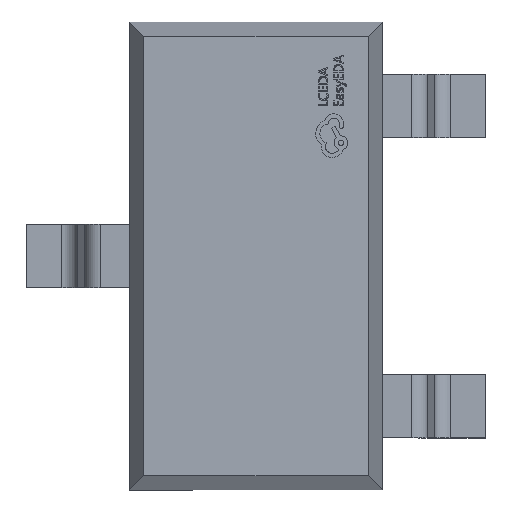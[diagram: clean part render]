
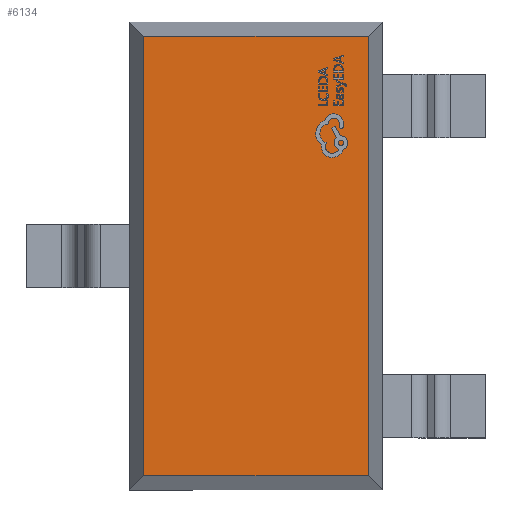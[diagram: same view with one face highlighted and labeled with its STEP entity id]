
A CAD part, top view. The second image highlights one B-rep face of the part: STEP entity #6134.
In plain terms, the highlighted planar face has unit normal (0, 0, 1).
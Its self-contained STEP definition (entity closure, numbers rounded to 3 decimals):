
#881 = DIRECTION ( 'NONE',  ( 1., 0., 0. ) ) ;
#1039 = ORIENTED_EDGE ( 'NONE', *, *, #13354, .F. ) ;
#1298 = VERTEX_POINT ( 'NONE', #14529 ) ;
#1448 = EDGE_CURVE ( 'NONE', #1298, #15148, #3592, .T. ) ;
#1774 = VERTEX_POINT ( 'NONE', #12819 ) ;
#2956 = CARTESIAN_POINT ( 'NONE',  ( 0., 0., 1.1 ) ) ;
#3176 = ORIENTED_EDGE ( 'NONE', *, *, #5422, .T. ) ;
#3178 = DIRECTION ( 'NONE',  ( 0., -1., 0. ) ) ;
#3571 = ORIENTED_EDGE ( 'NONE', *, *, #9102, .T. ) ;
#3592 = LINE ( 'NONE', #8536, #9407 ) ;
#4347 = LINE ( 'NONE', #15213, #12587 ) ;
#4669 = LINE ( 'NONE', #10659, #11539 ) ;
#4834 = PLANE ( 'NONE',  #8545 ) ;
#5232 = DIRECTION ( 'NONE',  ( 1., 0., 0. ) ) ;
#5422 = EDGE_CURVE ( 'NONE', #15081, #1774, #5454, .T. ) ;
#5454 = LINE ( 'NONE', #9160, #7509 ) ;
#5936 = DIRECTION ( 'NONE',  ( 0., -1., 0. ) ) ;
#6086 = EDGE_LOOP ( 'NONE', ( #3571, #11081, #1039, #3176 ) ) ;
#6134 = ADVANCED_FACE ( 'NONE', ( #8715 ), #4834, .T. ) ;
#6613 = DIRECTION ( 'NONE',  ( 0., 0., 1. ) ) ;
#7509 = VECTOR ( 'NONE', #3178, 1000. ) ;
#8536 = CARTESIAN_POINT ( 'NONE',  ( 0.71, 1.48, 1.1 ) ) ;
#8545 = AXIS2_PLACEMENT_3D ( 'NONE', #2956, #6613, #5232 ) ;
#8715 = FACE_OUTER_BOUND ( 'NONE', #6086, .T. ) ;
#8853 = CARTESIAN_POINT ( 'NONE',  ( -0.71, 1.39, 1.1 ) ) ;
#9038 = DIRECTION ( 'NONE',  ( 1., 0., 0. ) ) ;
#9102 = EDGE_CURVE ( 'NONE', #1774, #15148, #4669, .T. ) ;
#9160 = CARTESIAN_POINT ( 'NONE',  ( -0.71, 1.48, 1.1 ) ) ;
#9172 = CARTESIAN_POINT ( 'NONE',  ( 0.71, -1.39, 1.1 ) ) ;
#9407 = VECTOR ( 'NONE', #5936, 1000. ) ;
#10659 = CARTESIAN_POINT ( 'NONE',  ( -1.45, -1.39, 1.1 ) ) ;
#11081 = ORIENTED_EDGE ( 'NONE', *, *, #1448, .F. ) ;
#11539 = VECTOR ( 'NONE', #881, 1000. ) ;
#12587 = VECTOR ( 'NONE', #9038, 1000. ) ;
#12819 = CARTESIAN_POINT ( 'NONE',  ( -0.71, -1.39, 1.1 ) ) ;
#13354 = EDGE_CURVE ( 'NONE', #15081, #1298, #4347, .T. ) ;
#14529 = CARTESIAN_POINT ( 'NONE',  ( 0.71, 1.39, 1.1 ) ) ;
#15081 = VERTEX_POINT ( 'NONE', #8853 ) ;
#15148 = VERTEX_POINT ( 'NONE', #9172 ) ;
#15213 = CARTESIAN_POINT ( 'NONE',  ( -1.45, 1.39, 1.1 ) ) ;
